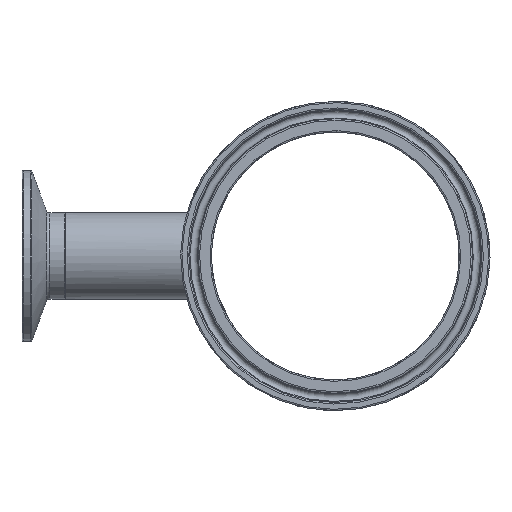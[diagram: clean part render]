
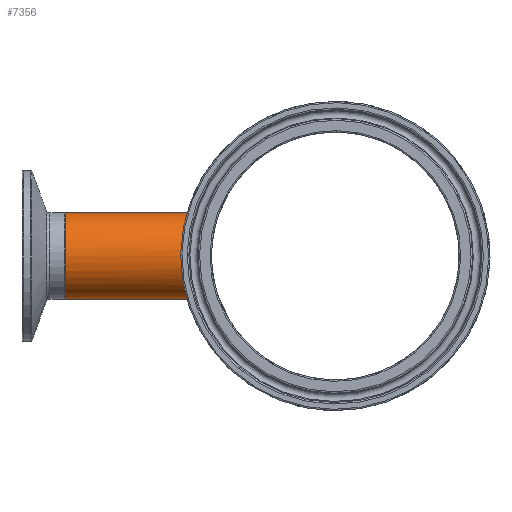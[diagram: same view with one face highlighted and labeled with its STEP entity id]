
A CAD part, left-side view. The second image highlights one B-rep face of the part: STEP entity #7356.
In plain terms, the highlighted cylindrical face has radius 12.7 mm (diameter 25.4 mm), a full revolution.
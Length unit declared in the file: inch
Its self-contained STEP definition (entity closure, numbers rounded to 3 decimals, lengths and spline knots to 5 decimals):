
#191=FACE_BOUND('',#1456,.T.);
#945=FACE_OUTER_BOUND('',#1455,.T.);
#1455=EDGE_LOOP('',(#6781));
#1456=EDGE_LOOP('',(#6782));
#1810=B_SPLINE_CURVE_WITH_KNOTS('',3,(#15921,#15922,#15923,#15924,#15925,
#15926,#15927,#15928,#15929,#15930,#15931,#15932,#15933,#15934,#15935,#15936,
#15937),.UNSPECIFIED.,.T.,.F.,(4,1,1,1,1,1,1,1,1,1,1,1,1,1,4),(0.,0.55133,
1.10265,1.65398,2.2053,2.75663,3.30795,
4.04305,4.4106,4.77815,5.51325,6.06458,
6.6159,7.16723,7.71855),.UNSPECIFIED.);
#2906=CIRCLE('',#7758,0.5);
#3622=VERTEX_POINT('',#15724);
#3659=VERTEX_POINT('',#15919);
#4666=EDGE_CURVE('',#3622,#3622,#2906,.T.);
#4704=EDGE_CURVE('',#3659,#3659,#1810,.T.);
#6781=ORIENTED_EDGE('',*,*,#4666,.T.);
#6782=ORIENTED_EDGE('',*,*,#4704,.F.);
#6841=CYLINDRICAL_SURFACE('',#7832,0.5);
#7356=ADVANCED_FACE('',(#945,#191),#6841,.T.);
#7758=AXIS2_PLACEMENT_3D('',#15725,#9105,#9106);
#7832=AXIS2_PLACEMENT_3D('',#15938,#9253,#9254);
#9105=DIRECTION('center_axis',(0.,-1.,0.));
#9106=DIRECTION('ref_axis',(1.,0.,0.));
#9253=DIRECTION('center_axis',(0.,-1.,0.));
#9254=DIRECTION('ref_axis',(1.,0.,0.));
#15724=CARTESIAN_POINT('',(-0.5,3.125,0.));
#15725=CARTESIAN_POINT('Origin',(0.,3.125,0.));
#15919=CARTESIAN_POINT('',(0.,1.45774,0.5));
#15921=CARTESIAN_POINT('Ctrl Pts',(0.,1.45767,
0.50005));
#15922=CARTESIAN_POINT('Ctrl Pts',(-0.07535,1.45768,
0.50005));
#15923=CARTESIAN_POINT('Ctrl Pts',(-0.22603,1.47378,
0.46495));
#15924=CARTESIAN_POINT('Ctrl Pts',(-0.40331,1.52433,
0.3229));
#15925=CARTESIAN_POINT('Ctrl Pts',(-0.5041,1.56411,
0.11665));
#15926=CARTESIAN_POINT('Ctrl Pts',(-0.50415,1.56392,
-0.11675));
#15927=CARTESIAN_POINT('Ctrl Pts',(-0.40326,1.5246,
-0.32269));
#15928=CARTESIAN_POINT('Ctrl Pts',(-0.20636,1.46754,
-0.48117));
#15929=CARTESIAN_POINT('Ctrl Pts',(0.02789,1.4497,
-0.5176));
#15930=CARTESIAN_POINT('Ctrl Pts',(0.22143,1.4765,-0.45636));
#15931=CARTESIAN_POINT('Ctrl Pts',(0.3864,1.51728,-0.34406));
#15932=CARTESIAN_POINT('Ctrl Pts',(0.5042,1.56432,-0.14266));
#15933=CARTESIAN_POINT('Ctrl Pts',(0.50409,1.56396,0.11667));
#15934=CARTESIAN_POINT('Ctrl Pts',(0.40328,1.52438,0.32285));
#15935=CARTESIAN_POINT('Ctrl Pts',(0.22604,1.47376,0.46497));
#15936=CARTESIAN_POINT('Ctrl Pts',(0.07534,1.45767,
0.50005));
#15937=CARTESIAN_POINT('Ctrl Pts',(0.,1.45767,
0.50005));
#15938=CARTESIAN_POINT('Origin',(0.,3.125,0.));
